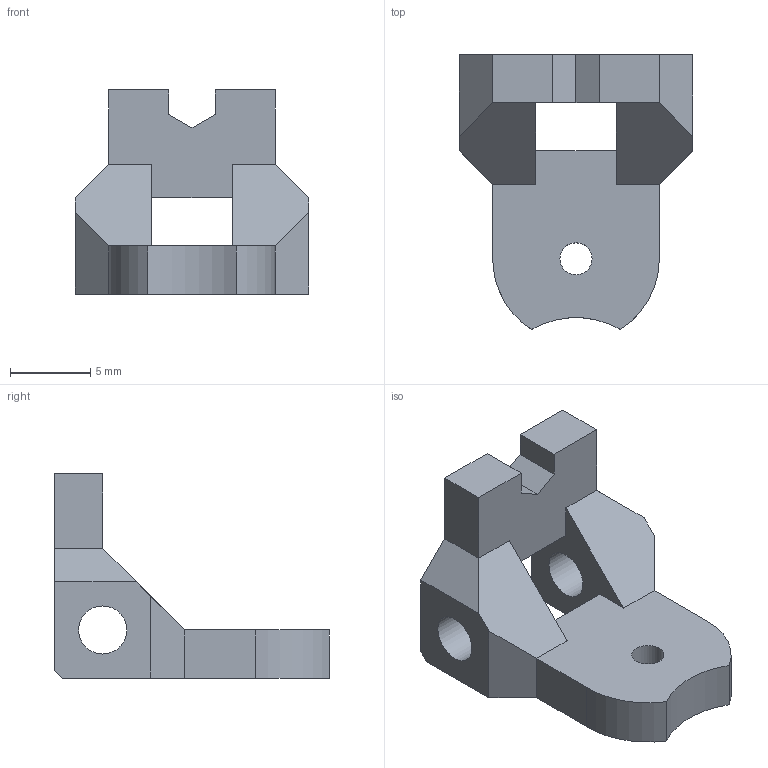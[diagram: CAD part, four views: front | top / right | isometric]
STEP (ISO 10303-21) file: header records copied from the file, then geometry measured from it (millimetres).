
FILE_DESCRIPTION(/* description */ (''),/* implementation_level */ '2;1');
FILE_NAME(/* name */ '34-rear-sight.step',/* time_stamp */ '2022-04-06T21:26:40+01:00',/* author */ (''),/* organization */ (''),/* preprocessor_version */ 'ST-DEVELOPER v18.1',/* originating_system */ 'Autodesk Translation Framework v10.13.0.1454',/* authorisation */ '');
FILE_SCHEMA (('AUTOMOTIVE_DESIGN { 1 0 10303 214 3 1 1 }'));
Length unit declared in the file: millimetre
Products named in the file (1): 19
Bounding box: 14.6 x 17.14 x 12.74 mm (x, y, z)
Volume: 839.7 mm3; surface area: 947.6 mm2
Topology: 1 solids, 1 shells, 34 faces, 99 edges, 65 vertices
Faces by surface type: plane 28, cylinder 6
Full cylindrical faces by diameter (mm): 2 x1, 3 x2
Entity records: 1167 total; most frequent: CARTESIAN_POINT 199, ORIENTED_EDGE 198, DIRECTION 181, EDGE_CURVE 99, LINE 87, VECTOR 87, VERTEX_POINT 65, AXIS2_PLACEMENT_3D 47
